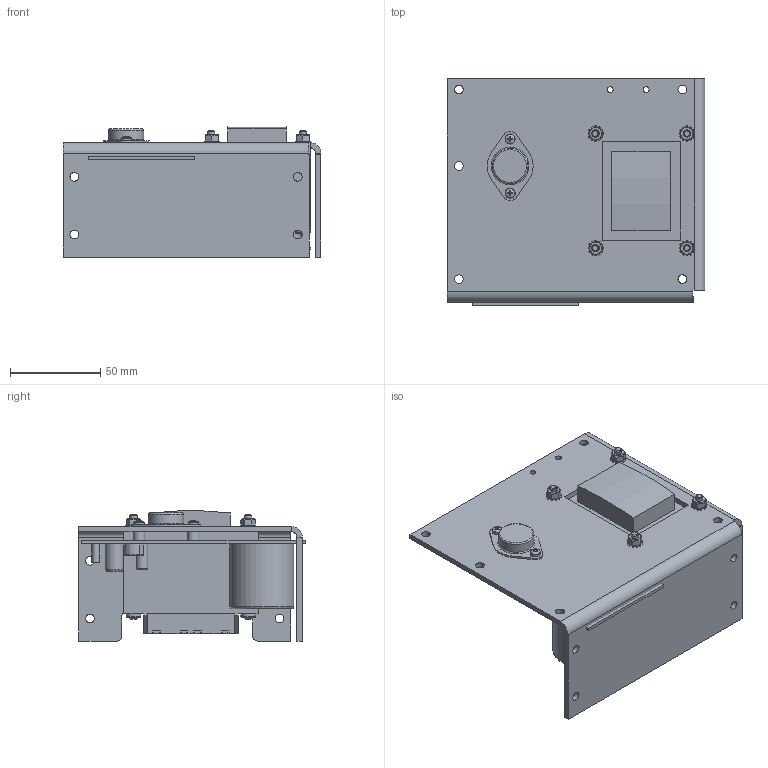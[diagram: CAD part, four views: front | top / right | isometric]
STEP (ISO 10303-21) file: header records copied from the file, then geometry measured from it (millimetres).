
FILE_DESCRIPTION (( 'STEP AP214' ), '1' );
FILE_NAME ('IHC24-2.4.STEP', '2023-04-13T18:40:53', ( '' ), ( '' ), 'SwSTEP 2.0', 'SolidWorks 2021', '' );
FILE_SCHEMA (( 'AUTOMOTIVE_DESIGN' ));
Length unit declared in the file: inch
Products named in the file (1): IHC24-2.4
Bounding box: 142.88 x 125.4 x 72.11 mm (x, y, z)
Volume: 382863.5 mm3; surface area: 116872.9 mm2
Topology: 18 solids, 18 shells, 893 faces, 2326 edges, 1521 vertices
Faces by surface type: plane 559, cylinder 220, bspline 55, cone 40, torus 13, sphere 6
Full cylindrical faces by diameter (mm): 2 x4, 2.923 x2, 3 x2, 3.05 x2, 3.25 x2, 3.3 x8, 3.5 x2, 4 x16, 4.3 x4, 4.8 x13, 5.6 x2, 6.35 x2, 6.5 x1, 8 x4, 10 x1, 19.5 x1, 35.3 x1
Entity records: 30210 total; most frequent: CARTESIAN_POINT 8522, ORIENTED_EDGE 4380, DIRECTION 4227, EDGE_CURVE 2190, VERTEX_POINT 1479, LINE 1451, VECTOR 1451, AXIS2_PLACEMENT_3D 1388
